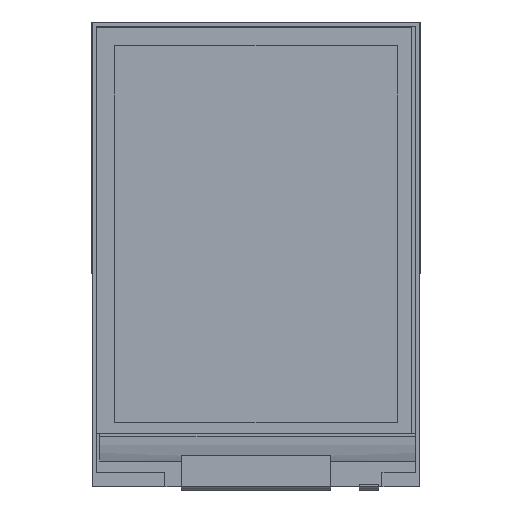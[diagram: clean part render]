
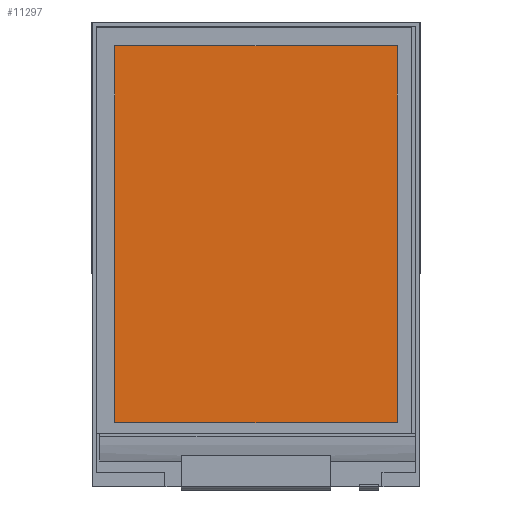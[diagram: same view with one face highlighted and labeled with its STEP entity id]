
A CAD part, top view. The second image highlights one B-rep face of the part: STEP entity #11297.
In plain terms, the highlighted planar face has unit normal (0, 0, 1).
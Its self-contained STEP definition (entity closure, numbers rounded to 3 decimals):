
#1255=ORIENTED_EDGE('',*,*,#3389,.F.);
#1256=ORIENTED_EDGE('',*,*,#3395,.F.);
#1257=ORIENTED_EDGE('',*,*,#3393,.F.);
#1258=ORIENTED_EDGE('',*,*,#3391,.F.);
#3389=EDGE_CURVE('',#4476,#4477,#5360,.T.);
#3391=EDGE_CURVE('',#4477,#4478,#5362,.T.);
#3393=EDGE_CURVE('',#4478,#4479,#5364,.T.);
#3395=EDGE_CURVE('',#4479,#4476,#5366,.T.);
#4476=VERTEX_POINT('',#15056);
#4477=VERTEX_POINT('',#15058);
#4478=VERTEX_POINT('',#15062);
#4479=VERTEX_POINT('',#15066);
#5360=LINE('',#15057,#6241);
#5362=LINE('',#15061,#6243);
#5364=LINE('',#15065,#6245);
#5366=LINE('',#15069,#6247);
#6241=VECTOR('',#12867,1000.);
#6243=VECTOR('',#12871,1000.);
#6245=VECTOR('',#12875,1000.);
#6247=VECTOR('',#12879,1000.);
#6708=EDGE_LOOP('',(#1255,#1256,#1257,#1258));
#7201=FACE_BOUND('',#6708,.T.);
#7675=PLANE('',#11803);
#11297=ADVANCED_FACE('',(#7201),#7675,.F.);
#11803=AXIS2_PLACEMENT_3D('',#15070,#12880,#12881);
#12867=DIRECTION('',(-1.,0.,0.));
#12871=DIRECTION('',(0.,1.,0.));
#12875=DIRECTION('',(1.,0.,0.));
#12879=DIRECTION('',(0.,-1.,0.));
#12880=DIRECTION('',(0.,0.,-1.));
#12881=DIRECTION('',(-1.,0.,0.));
#15056=CARTESIAN_POINT('',(18.36,-21.815,2.223));
#15057=CARTESIAN_POINT('',(18.36,-21.815,2.223));
#15058=CARTESIAN_POINT('',(-18.36,-21.815,2.223));
#15061=CARTESIAN_POINT('',(-18.36,-21.815,2.223));
#15062=CARTESIAN_POINT('',(-18.36,27.145,2.223));
#15065=CARTESIAN_POINT('',(-18.36,27.145,2.223));
#15066=CARTESIAN_POINT('',(18.36,27.145,2.223));
#15069=CARTESIAN_POINT('',(18.36,27.145,2.223));
#15070=CARTESIAN_POINT('',(0.,0.,2.223));
